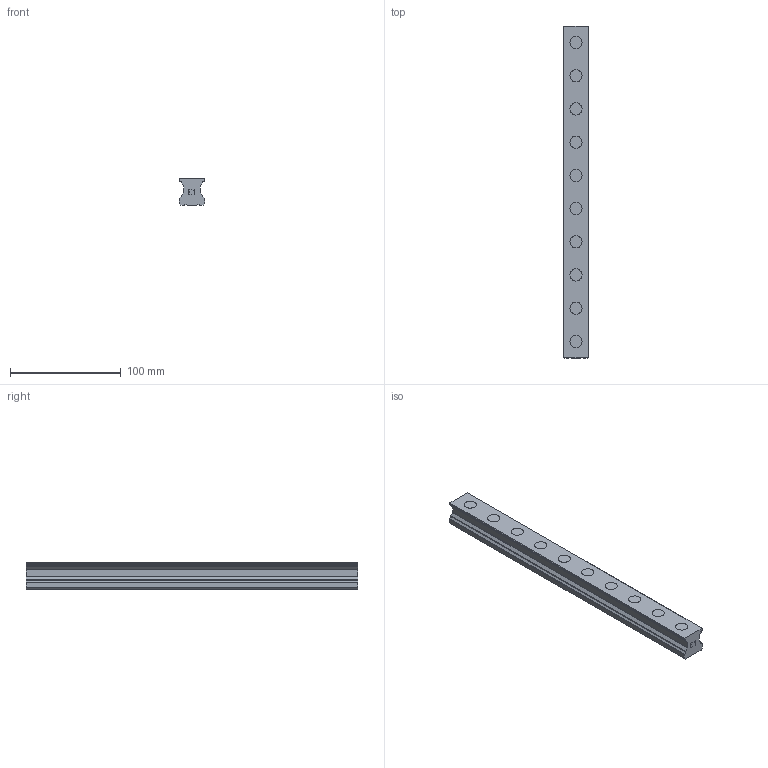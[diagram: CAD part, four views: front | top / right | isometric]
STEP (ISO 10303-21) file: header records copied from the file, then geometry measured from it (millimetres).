
FILE_DESCRIPTION(('STEP AP214'),'1');
FILE_NAME('cctmp_CD48865F-104D-4BF2-962D-20D15C890742_2021_03_10_17_16_36_0243..stp','2021-03-10T16:16:36',('HIWIN GmbH'),('CADClick - www.CADClick.com'),'Spatial InterOp 3D',' ','unknown authorization');
FILE_SCHEMA(('AUTOMOTIVE_DESIGN'));
Length unit declared in the file: millimetre
Products named in the file (1): RGR25R300H_FILE
Bounding box: 23 x 300 x 23.6 mm (x, y, z)
Volume: 120305.4 mm3; surface area: 38029.7 mm2
Topology: 1 solids, 1 shells, 207 faces, 513 edges, 342 vertices
Faces by surface type: plane 129, cylinder 78
Entity records: 7843 total; most frequent: DIRECTION 1085, CARTESIAN_POINT 1063, ORIENTED_EDGE 1026, EDGE_CURVE 513, AXIS2_PLACEMENT_3D 364, LINE 357, VECTOR 357, VERTEX_POINT 342
